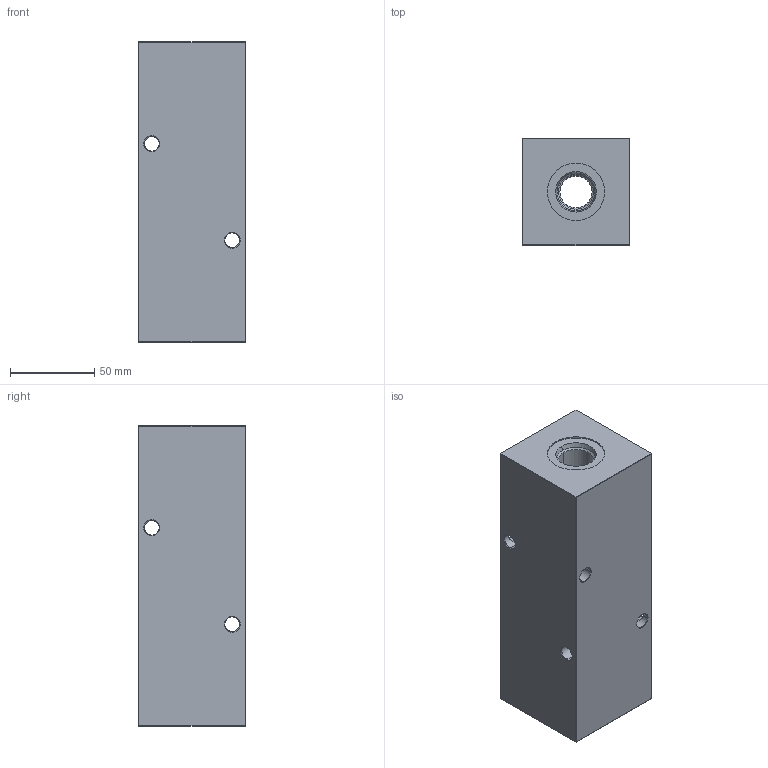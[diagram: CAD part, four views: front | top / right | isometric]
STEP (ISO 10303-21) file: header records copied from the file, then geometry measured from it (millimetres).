
FILE_DESCRIPTION (( 'STEP AP203' ), '1' );
FILE_NAME ('HM-3-0-S-10-6.STEP', '2020-10-01T20:56:58', ( '' ), ( '' ), 'SwSTEP 2.0', 'SolidWorks 2019', '' );
FILE_SCHEMA (( 'CONFIG_CONTROL_DESIGN' ));
Length unit declared in the file: inch
Products named in the file (1): HM-3-0-S-10-6
Bounding box: 63.5 x 63.5 x 177.8 mm (x, y, z)
Volume: 638634.7 mm3; surface area: 71267.8 mm2
Topology: 1 solids, 1 shells, 518 faces, 1340 edges, 866 vertices
Faces by surface type: plane 228, bspline 200, cone 46, cylinder 44
Entity records: 25655 total; most frequent: CARTESIAN_POINT 14273, ORIENTED_EDGE 2680, DIRECTION 1662, EDGE_CURVE 1340, VERTEX_POINT 866, LINE 800, VECTOR 800, EDGE_LOOP 580
